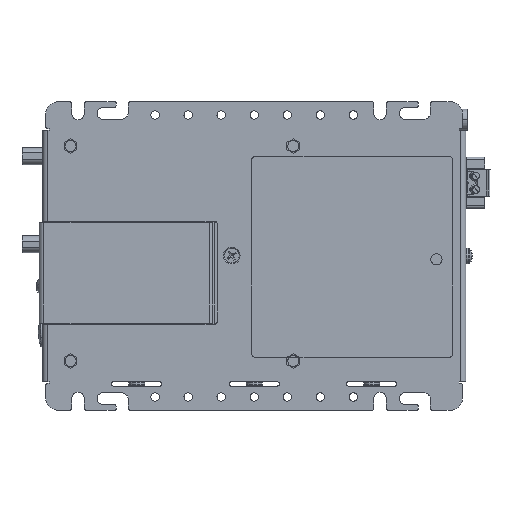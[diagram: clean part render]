
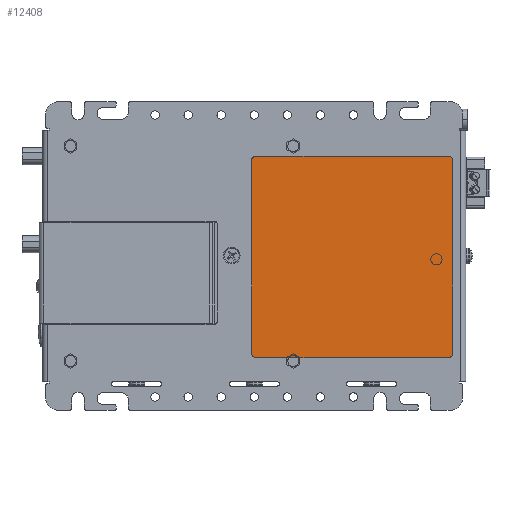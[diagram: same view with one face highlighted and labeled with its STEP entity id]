
A CAD part, front view. The second image highlights one B-rep face of the part: STEP entity #12408.
In plain terms, the highlighted planar face has unit normal (0, -1, 0).
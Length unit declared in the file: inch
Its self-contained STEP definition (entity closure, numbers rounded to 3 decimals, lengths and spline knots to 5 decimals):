
#82 = AXIS2_PLACEMENT_3D ( 'NONE', #62364, #29216, #67943 ) ;
#652 = CARTESIAN_POINT ( 'NONE',  ( -0.03983, -0.35542, -1.44984 ) ) ;
#2477 = CIRCLE ( 'NONE', #3408, 0.063 ) ;
#3393 = PLANE ( 'NONE',  #43163 ) ;
#3408 = AXIS2_PLACEMENT_3D ( 'NONE', #51881, #18793, #57461 ) ;
#5199 = CARTESIAN_POINT ( 'NONE',  ( -0.03983, -0.35542, -1.51284 ) ) ;
#6448 = DIRECTION ( 'NONE',  ( 0., 0., -1. ) ) ;
#7516 = CARTESIAN_POINT ( 'NONE',  ( 0.02317, -0.35542, 1.42416 ) ) ;
#7542 = EDGE_CURVE ( 'NONE', #18734, #62167, #33140, .T. ) ;
#7709 = DIRECTION ( 'NONE',  ( 0., 0., 1. ) ) ;
#8013 = LINE ( 'NONE', #18598, #17529 ) ;
#8406 = CARTESIAN_POINT ( 'NONE',  ( -0.03983, -0.35542, 1.42416 ) ) ;
#8974 = DIRECTION ( 'NONE',  ( 0., 0., -1. ) ) ;
#10189 = CARTESIAN_POINT ( 'NONE',  ( 2.89717, -0.35542, -1.44984 ) ) ;
#11037 = VERTEX_POINT ( 'NONE', #24898 ) ;
#12408 = ADVANCED_FACE ( 'NONE', ( #18062 ), #3393, .F. ) ;
#12810 = LINE ( 'NONE', #56204, #66465 ) ;
#12823 = EDGE_CURVE ( 'NONE', #67468, #11037, #2477, .T. ) ;
#13074 = DIRECTION ( 'NONE',  ( 0., 0., -1. ) ) ;
#13175 = EDGE_CURVE ( 'NONE', #11037, #52348, #12810, .T. ) ;
#15057 = VERTEX_POINT ( 'NONE', #54690 ) ;
#15752 = DIRECTION ( 'NONE',  ( 0., 0., -1. ) ) ;
#17529 = VECTOR ( 'NONE', #7709, 39.37008 ) ;
#17811 = ORIENTED_EDGE ( 'NONE', *, *, #12823, .T. ) ;
#18062 = FACE_OUTER_BOUND ( 'NONE', #19670, .T. ) ;
#18598 = CARTESIAN_POINT ( 'NONE',  ( 2.96017, -0.35542, -1.51284 ) ) ;
#18734 = VERTEX_POINT ( 'NONE', #60224 ) ;
#18793 = DIRECTION ( 'NONE',  ( 0., -1., 0. ) ) ;
#18815 = ORIENTED_EDGE ( 'NONE', *, *, #20514, .T. ) ;
#19670 = EDGE_LOOP ( 'NONE', ( #54614, #18815, #20871, #51619, #47331, #17811, #29760, #59897 ) ) ;
#20514 = EDGE_CURVE ( 'NONE', #28565, #15057, #22875, .T. ) ;
#20871 = ORIENTED_EDGE ( 'NONE', *, *, #49142, .T. ) ;
#21072 = VECTOR ( 'NONE', #69479, 39.37008 ) ;
#21234 = AXIS2_PLACEMENT_3D ( 'NONE', #7516, #46118, #13074 ) ;
#21701 = AXIS2_PLACEMENT_3D ( 'NONE', #10189, #48808, #15752 ) ;
#22875 = CIRCLE ( 'NONE', #82, 0.063 ) ;
#23695 = CARTESIAN_POINT ( 'NONE',  ( 2.96017, -0.35542, 1.42416 ) ) ;
#23798 = EDGE_CURVE ( 'NONE', #51454, #28565, #42719, .T. ) ;
#24898 = CARTESIAN_POINT ( 'NONE',  ( 2.89717, -0.35542, 1.48716 ) ) ;
#24933 = EDGE_CURVE ( 'NONE', #62167, #67468, #8013, .T. ) ;
#25159 = CARTESIAN_POINT ( 'NONE',  ( 1.46017, -0.35542, -0.01284 ) ) ;
#25220 = CARTESIAN_POINT ( 'NONE',  ( 2.96017, -0.35542, -1.51284 ) ) ;
#28565 = VERTEX_POINT ( 'NONE', #652 ) ;
#29216 = DIRECTION ( 'NONE',  ( 0., -1., 0. ) ) ;
#29760 = ORIENTED_EDGE ( 'NONE', *, *, #13175, .T. ) ;
#30470 = CARTESIAN_POINT ( 'NONE',  ( 0.02317, -0.35542, 1.48716 ) ) ;
#33140 = CIRCLE ( 'NONE', #21701, 0.063 ) ;
#36737 = EDGE_CURVE ( 'NONE', #52348, #51454, #45587, .T. ) ;
#37491 = LINE ( 'NONE', #25220, #21072 ) ;
#40982 = CARTESIAN_POINT ( 'NONE',  ( 2.96017, -0.35542, -1.44984 ) ) ;
#42039 = DIRECTION ( 'NONE',  ( 0., 1., 0. ) ) ;
#42719 = LINE ( 'NONE', #5199, #53965 ) ;
#43163 = AXIS2_PLACEMENT_3D ( 'NONE', #25159, #42039, #8974 ) ;
#45587 = CIRCLE ( 'NONE', #21234, 0.063 ) ;
#46118 = DIRECTION ( 'NONE',  ( 0., -1., 0. ) ) ;
#47331 = ORIENTED_EDGE ( 'NONE', *, *, #24933, .T. ) ;
#48808 = DIRECTION ( 'NONE',  ( 0., -1., 0. ) ) ;
#49142 = EDGE_CURVE ( 'NONE', #15057, #18734, #37491, .T. ) ;
#51454 = VERTEX_POINT ( 'NONE', #8406 ) ;
#51619 = ORIENTED_EDGE ( 'NONE', *, *, #7542, .T. ) ;
#51881 = CARTESIAN_POINT ( 'NONE',  ( 2.89717, -0.35542, 1.42416 ) ) ;
#52348 = VERTEX_POINT ( 'NONE', #30470 ) ;
#53965 = VECTOR ( 'NONE', #6448, 39.37008 ) ;
#54614 = ORIENTED_EDGE ( 'NONE', *, *, #23798, .T. ) ;
#54690 = CARTESIAN_POINT ( 'NONE',  ( 0.02317, -0.35542, -1.51284 ) ) ;
#56204 = CARTESIAN_POINT ( 'NONE',  ( 2.96017, -0.35542, 1.48716 ) ) ;
#57461 = DIRECTION ( 'NONE',  ( 0., 0., -1. ) ) ;
#59897 = ORIENTED_EDGE ( 'NONE', *, *, #36737, .T. ) ;
#60224 = CARTESIAN_POINT ( 'NONE',  ( 2.89717, -0.35542, -1.51284 ) ) ;
#61809 = DIRECTION ( 'NONE',  ( -1., 0., 0. ) ) ;
#62167 = VERTEX_POINT ( 'NONE', #40982 ) ;
#62364 = CARTESIAN_POINT ( 'NONE',  ( 0.02317, -0.35542, -1.44984 ) ) ;
#66465 = VECTOR ( 'NONE', #61809, 39.37008 ) ;
#67468 = VERTEX_POINT ( 'NONE', #23695 ) ;
#67943 = DIRECTION ( 'NONE',  ( 0., 0., -1. ) ) ;
#69479 = DIRECTION ( 'NONE',  ( 1., 0., 0. ) ) ;
